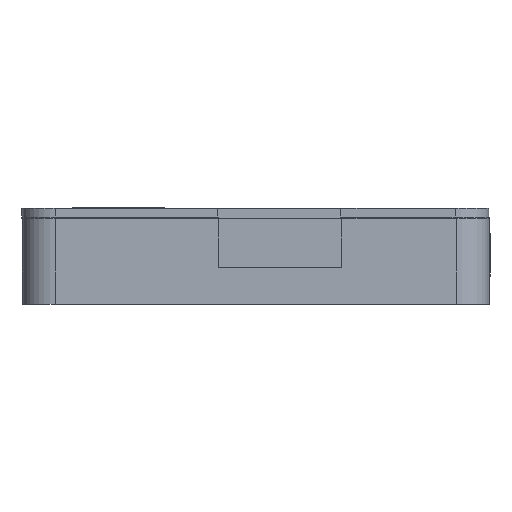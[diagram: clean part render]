
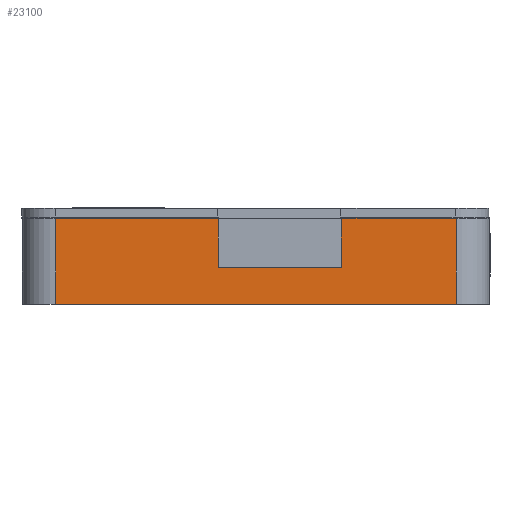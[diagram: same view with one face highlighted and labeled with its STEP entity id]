
A CAD part, left-side view. The second image highlights one B-rep face of the part: STEP entity #23100.
In plain terms, the highlighted planar face has unit normal (-1, 0, 0).
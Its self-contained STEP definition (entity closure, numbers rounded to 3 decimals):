
#3395=FACE_OUTER_BOUND('',#4712,.T.);
#4712=EDGE_LOOP('',(#21254,#21255,#21256,#21257,#21258,#21259,#21260,#21261));
#6752=LINE('',#44641,#8801);
#6760=LINE('',#44657,#8809);
#6764=LINE('',#44677,#8813);
#6765=LINE('',#44680,#8814);
#6767=LINE('',#44689,#8816);
#6772=LINE('',#44698,#8821);
#6774=LINE('',#44701,#8823);
#6775=LINE('',#44703,#8824);
#8801=VECTOR('',#27047,10.);
#8809=VECTOR('',#27055,10.);
#8813=VECTOR('',#27077,10.);
#8814=VECTOR('',#27080,10.);
#8816=VECTOR('',#27092,10.);
#8821=VECTOR('',#27099,10.);
#8823=VECTOR('',#27103,10.);
#8824=VECTOR('',#27106,10.);
#11077=VERTEX_POINT('',#44638);
#11078=VERTEX_POINT('',#44640);
#11085=VERTEX_POINT('',#44654);
#11086=VERTEX_POINT('',#44656);
#11093=VERTEX_POINT('',#44675);
#11094=VERTEX_POINT('',#44679);
#11096=VERTEX_POINT('',#44688);
#11099=VERTEX_POINT('',#44696);
#14465=EDGE_CURVE('',#11077,#11078,#6752,.T.);
#14473=EDGE_CURVE('',#11085,#11086,#6760,.T.);
#14484=EDGE_CURVE('',#11093,#11077,#6764,.T.);
#14485=EDGE_CURVE('',#11086,#11094,#6765,.T.);
#14489=EDGE_CURVE('',#11096,#11078,#6767,.T.);
#14494=EDGE_CURVE('',#11085,#11099,#6772,.T.);
#14496=EDGE_CURVE('',#11099,#11096,#6774,.T.);
#14497=EDGE_CURVE('',#11094,#11093,#6775,.T.);
#21254=ORIENTED_EDGE('',*,*,#14484,.F.);
#21255=ORIENTED_EDGE('',*,*,#14497,.F.);
#21256=ORIENTED_EDGE('',*,*,#14485,.F.);
#21257=ORIENTED_EDGE('',*,*,#14473,.F.);
#21258=ORIENTED_EDGE('',*,*,#14494,.T.);
#21259=ORIENTED_EDGE('',*,*,#14496,.T.);
#21260=ORIENTED_EDGE('',*,*,#14489,.T.);
#21261=ORIENTED_EDGE('',*,*,#14465,.F.);
#21880=PLANE('',#23780);
#23100=ADVANCED_FACE('',(#3395),#21880,.T.);
#23780=AXIS2_PLACEMENT_3D('',#44702,#27104,#27105);
#27047=DIRECTION('',(0.,-1.,0.));
#27055=DIRECTION('',(0.,-1.,0.));
#27077=DIRECTION('',(0.,0.,1.));
#27080=DIRECTION('',(0.,0.,-1.));
#27092=DIRECTION('',(0.,0.,1.));
#27099=DIRECTION('',(0.,0.,-1.));
#27103=DIRECTION('',(0.,1.,0.));
#27104=DIRECTION('center_axis',(-1.,0.,0.));
#27105=DIRECTION('ref_axis',(0.,-1.,0.));
#27106=DIRECTION('',(0.,1.,0.));
#44638=CARTESIAN_POINT('',(-61.885,42.619,13.));
#44640=CARTESIAN_POINT('',(-61.885,18.249,13.));
#44641=CARTESIAN_POINT('',(-61.885,-22.481,13.));
#44654=CARTESIAN_POINT('',(-61.885,-0.251,13.));
#44656=CARTESIAN_POINT('',(-61.885,-17.481,13.));
#44657=CARTESIAN_POINT('',(-61.885,-22.481,13.));
#44675=CARTESIAN_POINT('',(-61.885,42.619,0.));
#44677=CARTESIAN_POINT('',(-61.885,42.619,0.));
#44679=CARTESIAN_POINT('',(-61.885,-17.481,0.));
#44680=CARTESIAN_POINT('',(-61.885,-17.481,0.));
#44688=CARTESIAN_POINT('',(-61.885,18.249,5.5));
#44689=CARTESIAN_POINT('',(-61.885,18.249,6.5));
#44696=CARTESIAN_POINT('',(-61.885,-0.251,5.5));
#44698=CARTESIAN_POINT('',(-61.885,-0.251,6.5));
#44701=CARTESIAN_POINT('',(-61.885,28.309,5.5));
#44702=CARTESIAN_POINT('Origin',(-61.885,47.619,0.));
#44703=CARTESIAN_POINT('',(-61.885,-22.481,0.));
